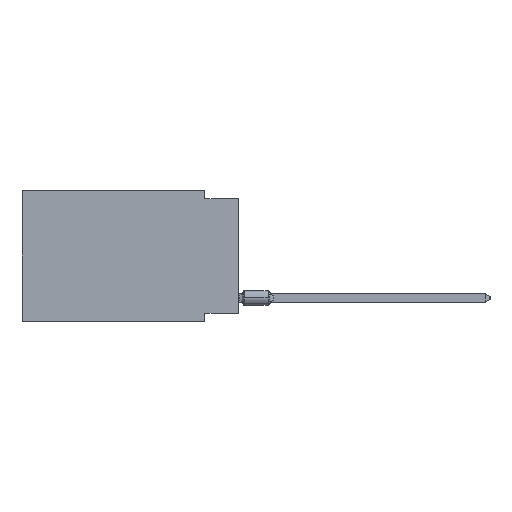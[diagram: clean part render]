
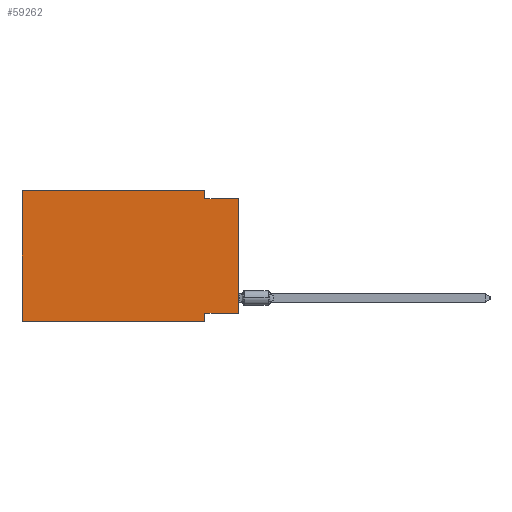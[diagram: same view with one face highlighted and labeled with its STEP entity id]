
A CAD part, left-side view. The second image highlights one B-rep face of the part: STEP entity #59262.
In plain terms, the highlighted planar face has unit normal (-1, 0, 0).
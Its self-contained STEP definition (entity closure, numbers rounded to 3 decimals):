
#260 = FACE_OUTER_BOUND ( 'NONE', #61688, .T. ) ;
#3471 = CARTESIAN_POINT ( 'NONE',  ( 0., 16.383, -9.906 ) ) ;
#3557 = DIRECTION ( 'NONE',  ( 0., 0., -1. ) ) ;
#4318 = LINE ( 'NONE', #45828, #46001 ) ;
#5337 = LINE ( 'NONE', #31657, #65950 ) ;
#5790 = VERTEX_POINT ( 'NONE', #43960 ) ;
#8801 = LINE ( 'NONE', #54416, #11937 ) ;
#11780 = LINE ( 'NONE', #3471, #60044 ) ;
#11937 = VECTOR ( 'NONE', #68020, 1000. ) ;
#13407 = DIRECTION ( 'NONE',  ( 0., 0., -1. ) ) ;
#13825 = EDGE_CURVE ( 'NONE', #19540, #73072, #64493, .T. ) ;
#14155 = EDGE_CURVE ( 'NONE', #48555, #55316, #4318, .T. ) ;
#15085 = CARTESIAN_POINT ( 'NONE',  ( 0., 0., -0.635 ) ) ;
#17035 = VERTEX_POINT ( 'NONE', #83789 ) ;
#17223 = ORIENTED_EDGE ( 'NONE', *, *, #53196, .F. ) ;
#18919 = DIRECTION ( 'NONE',  ( 0., -1., 0. ) ) ;
#19529 = ORIENTED_EDGE ( 'NONE', *, *, #29325, .F. ) ;
#19540 = VERTEX_POINT ( 'NONE', #22956 ) ;
#20732 = AXIS2_PLACEMENT_3D ( 'NONE', #61199, #80522, #13407 ) ;
#22956 = CARTESIAN_POINT ( 'NONE',  ( 0., 2.54, -9.271 ) ) ;
#24777 = DIRECTION ( 'NONE',  ( 0., -1., 0. ) ) ;
#26845 = CARTESIAN_POINT ( 'NONE',  ( 0., 0., 0. ) ) ;
#28071 = CARTESIAN_POINT ( 'NONE',  ( 0., 16.383, -9.906 ) ) ;
#29325 = EDGE_CURVE ( 'NONE', #55316, #73891, #44514, .T. ) ;
#31657 = CARTESIAN_POINT ( 'NONE',  ( 0., 16.383, 0. ) ) ;
#34746 = VECTOR ( 'NONE', #3557, 1000. ) ;
#35003 = EDGE_CURVE ( 'NONE', #5790, #19540, #8801, .T. ) ;
#35952 = CARTESIAN_POINT ( 'NONE',  ( 0., 2.54, -0.635 ) ) ;
#38608 = CARTESIAN_POINT ( 'NONE',  ( 0., 2.54, -9.906 ) ) ;
#39137 = EDGE_CURVE ( 'NONE', #17035, #48555, #5337, .T. ) ;
#39767 = ORIENTED_EDGE ( 'NONE', *, *, #39137, .F. ) ;
#43768 = VERTEX_POINT ( 'NONE', #28071 ) ;
#43960 = CARTESIAN_POINT ( 'NONE',  ( 0., 0., -9.271 ) ) ;
#44514 = LINE ( 'NONE', #85296, #53253 ) ;
#45275 = ORIENTED_EDGE ( 'NONE', *, *, #35003, .F. ) ;
#45448 = CARTESIAN_POINT ( 'NONE',  ( 0., 16.383, 0. ) ) ;
#45828 = CARTESIAN_POINT ( 'NONE',  ( 0., 2.54, 0. ) ) ;
#45881 = DIRECTION ( 'NONE',  ( 0., 0., 1. ) ) ;
#46001 = VECTOR ( 'NONE', #66423, 1000. ) ;
#48555 = VERTEX_POINT ( 'NONE', #71149 ) ;
#53196 = EDGE_CURVE ( 'NONE', #43768, #17035, #84953, .T. ) ;
#53253 = VECTOR ( 'NONE', #24777, 1000. ) ;
#54018 = DIRECTION ( 'NONE',  ( 0., 0., 1. ) ) ;
#54416 = CARTESIAN_POINT ( 'NONE',  ( 0., 0., -9.271 ) ) ;
#54454 = LINE ( 'NONE', #26845, #78266 ) ;
#55316 = VERTEX_POINT ( 'NONE', #35952 ) ;
#56517 = CARTESIAN_POINT ( 'NONE',  ( 0., 2.54, -9.906 ) ) ;
#57257 = ORIENTED_EDGE ( 'NONE', *, *, #13825, .F. ) ;
#59262 = ADVANCED_FACE ( 'NONE', ( #260 ), #73514, .F. ) ;
#60044 = VECTOR ( 'NONE', #78891, 1000. ) ;
#60305 = EDGE_CURVE ( 'NONE', #43768, #73072, #11780, .T. ) ;
#61199 = CARTESIAN_POINT ( 'NONE',  ( 0., 16.383, 0. ) ) ;
#61688 = EDGE_LOOP ( 'NONE', ( #62884, #19529, #73575, #39767, #17223, #80168, #57257, #45275 ) ) ;
#62884 = ORIENTED_EDGE ( 'NONE', *, *, #69515, .T. ) ;
#64493 = LINE ( 'NONE', #38608, #34746 ) ;
#65950 = VECTOR ( 'NONE', #18919, 1000. ) ;
#66423 = DIRECTION ( 'NONE',  ( 0., 0., -1. ) ) ;
#68020 = DIRECTION ( 'NONE',  ( 0., 1., 0. ) ) ;
#69515 = EDGE_CURVE ( 'NONE', #5790, #73891, #54454, .T. ) ;
#70012 = VECTOR ( 'NONE', #45881, 1000. ) ;
#71149 = CARTESIAN_POINT ( 'NONE',  ( 0., 2.54, 0. ) ) ;
#73072 = VERTEX_POINT ( 'NONE', #56517 ) ;
#73514 = PLANE ( 'NONE',  #20732 ) ;
#73575 = ORIENTED_EDGE ( 'NONE', *, *, #14155, .F. ) ;
#73891 = VERTEX_POINT ( 'NONE', #15085 ) ;
#78266 = VECTOR ( 'NONE', #54018, 1000. ) ;
#78891 = DIRECTION ( 'NONE',  ( 0., -1., 0. ) ) ;
#80168 = ORIENTED_EDGE ( 'NONE', *, *, #60305, .T. ) ;
#80522 = DIRECTION ( 'NONE',  ( 1., 0., 0. ) ) ;
#83789 = CARTESIAN_POINT ( 'NONE',  ( 0., 16.383, 0. ) ) ;
#84953 = LINE ( 'NONE', #45448, #70012 ) ;
#85296 = CARTESIAN_POINT ( 'NONE',  ( 0., 0., -0.635 ) ) ;
